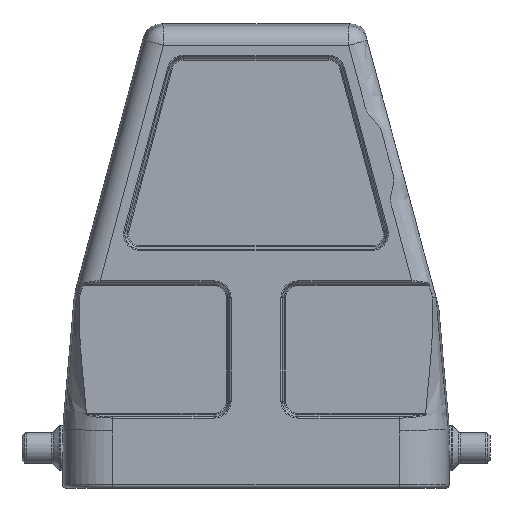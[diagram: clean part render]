
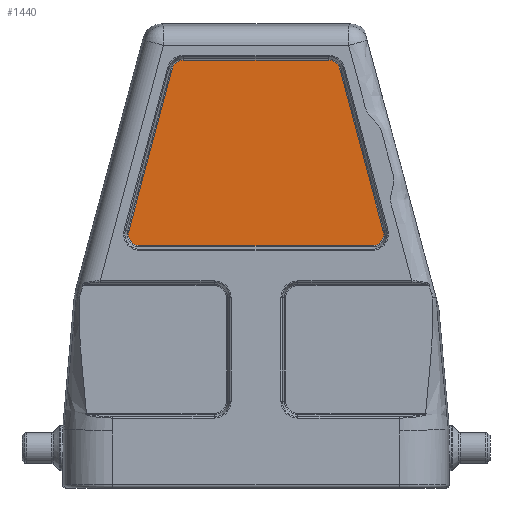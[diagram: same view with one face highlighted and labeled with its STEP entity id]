
A CAD part, front view. The second image highlights one B-rep face of the part: STEP entity #1440.
In plain terms, the highlighted planar face has unit normal (0, -1, 0).
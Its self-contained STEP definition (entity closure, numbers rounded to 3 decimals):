
#1037=FACE_OUTER_BOUND('',#2133,.T.);
#1440=ADVANCED_FACE('',(#1037),#1853,.T.);
#1853=PLANE('',#8044);
#2133=EDGE_LOOP('',(#3876,#3877,#3878,#3879,#3880,#3881,#3882,#3883));
#2770=LINE('',#12996,#3261);
#2771=LINE('',#13001,#3262);
#2772=LINE('',#13005,#3263);
#2773=LINE('',#13009,#3264);
#3261=VECTOR('',#8996,1.);
#3262=VECTOR('',#8999,1.);
#3263=VECTOR('',#9002,1.);
#3264=VECTOR('',#9005,1.);
#3876=ORIENTED_EDGE('',*,*,#6408,.T.);
#3877=ORIENTED_EDGE('',*,*,#6409,.T.);
#3878=ORIENTED_EDGE('',*,*,#6410,.T.);
#3879=ORIENTED_EDGE('',*,*,#6411,.T.);
#3880=ORIENTED_EDGE('',*,*,#6412,.T.);
#3881=ORIENTED_EDGE('',*,*,#6413,.T.);
#3882=ORIENTED_EDGE('',*,*,#6414,.T.);
#3883=ORIENTED_EDGE('',*,*,#6415,.T.);
#5779=VERTEX_POINT('',#12997);
#5780=VERTEX_POINT('',#12998);
#5781=VERTEX_POINT('',#13000);
#5782=VERTEX_POINT('',#13002);
#5783=VERTEX_POINT('',#13004);
#5784=VERTEX_POINT('',#13006);
#5785=VERTEX_POINT('',#13008);
#5786=VERTEX_POINT('',#13010);
#6408=EDGE_CURVE('',#5779,#5780,#2770,.T.);
#6409=EDGE_CURVE('',#5780,#5781,#7449,.T.);
#6410=EDGE_CURVE('',#5781,#5782,#2771,.T.);
#6411=EDGE_CURVE('',#5782,#5783,#7450,.T.);
#6412=EDGE_CURVE('',#5783,#5784,#2772,.T.);
#6413=EDGE_CURVE('',#5784,#5785,#7451,.T.);
#6414=EDGE_CURVE('',#5785,#5786,#2773,.T.);
#6415=EDGE_CURVE('',#5786,#5779,#7452,.T.);
#7449=CIRCLE('',#8040,1.805);
#7450=CIRCLE('',#8041,1.805);
#7451=CIRCLE('',#8042,1.805);
#7452=CIRCLE('',#8043,1.805);
#8040=AXIS2_PLACEMENT_3D('',#12999,#8997,#8998);
#8041=AXIS2_PLACEMENT_3D('',#13003,#9000,#9001);
#8042=AXIS2_PLACEMENT_3D('',#13007,#9003,#9004);
#8043=AXIS2_PLACEMENT_3D('',#13011,#9006,#9007);
#8044=AXIS2_PLACEMENT_3D('',#13012,#9008,#9009);
#8996=DIRECTION('',(-0.259,0.,-0.966));
#8997=DIRECTION('',(0.,-1.,0.));
#8998=DIRECTION('',(0.,0.,-1.));
#8999=DIRECTION('',(1.,0.,0.));
#9000=DIRECTION('',(0.,-1.,0.));
#9001=DIRECTION('',(0.,0.,-1.));
#9002=DIRECTION('',(-0.259,0.,0.966));
#9003=DIRECTION('',(0.,-1.,0.));
#9004=DIRECTION('',(0.,0.,-1.));
#9005=DIRECTION('',(-1.,0.,0.));
#9006=DIRECTION('',(0.,-1.,0.));
#9007=DIRECTION('',(0.,0.,-1.));
#9008=DIRECTION('',(0.,-1.,0.));
#9009=DIRECTION('',(0.,0.,-1.));
#12996=CARTESIAN_POINT('',(-19.74,-20.25,30.717));
#12997=CARTESIAN_POINT('',(-12.987,-20.25,55.917));
#12998=CARTESIAN_POINT('',(-19.74,-20.25,30.717));
#12999=CARTESIAN_POINT('',(-17.996,-20.25,30.25));
#13000=CARTESIAN_POINT('',(-17.996,-20.25,28.445));
#13001=CARTESIAN_POINT('',(-17.996,-20.25,28.445));
#13002=CARTESIAN_POINT('',(17.996,-20.25,28.445));
#13003=CARTESIAN_POINT('',(17.996,-20.25,30.25));
#13004=CARTESIAN_POINT('',(19.74,-20.25,30.717));
#13005=CARTESIAN_POINT('',(17.329,-20.25,39.715));
#13006=CARTESIAN_POINT('',(12.987,-20.25,55.917));
#13007=CARTESIAN_POINT('',(11.244,-20.25,55.45));
#13008=CARTESIAN_POINT('',(11.244,-20.25,57.255));
#13009=CARTESIAN_POINT('',(-17.996,-20.25,57.255));
#13010=CARTESIAN_POINT('',(-11.244,-20.25,57.255));
#13011=CARTESIAN_POINT('',(-11.244,-20.25,55.45));
#13012=CARTESIAN_POINT('',(-17.996,-20.25,30.25));
